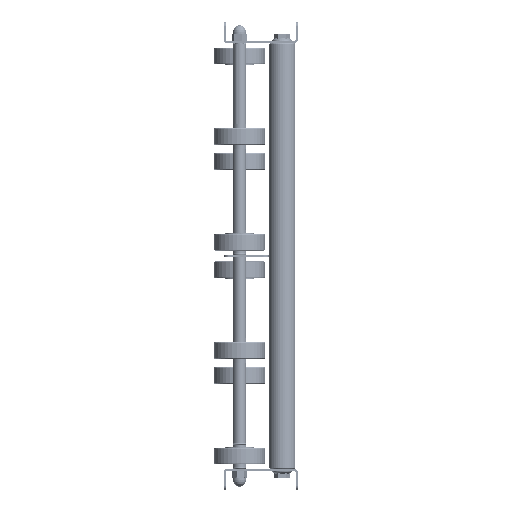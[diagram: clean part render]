
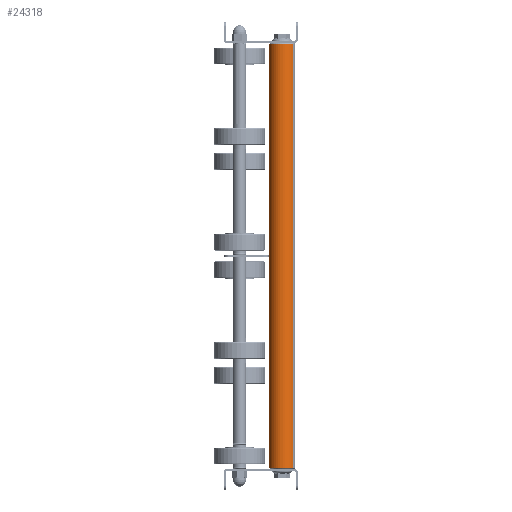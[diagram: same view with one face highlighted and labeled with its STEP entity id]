
A CAD part, left-side view. The second image highlights one B-rep face of the part: STEP entity #24318.
In plain terms, the highlighted cylindrical face has radius 12.5 mm (diameter 25 mm), a partial arc.
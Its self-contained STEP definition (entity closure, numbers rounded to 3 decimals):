
#446 = VERTEX_POINT ( 'NONE', #13007 ) ;
#2644 = VECTOR ( 'NONE', #19710, 1000. ) ;
#2763 = DIRECTION ( 'NONE',  ( 0., 0., -1. ) ) ;
#2774 = EDGE_CURVE ( 'NONE', #13610, #446, #22052, .T. ) ;
#3093 = VERTEX_POINT ( 'NONE', #10192 ) ;
#3844 = CARTESIAN_POINT ( 'NONE',  ( 400., 0., 12.5 ) ) ;
#3868 = AXIS2_PLACEMENT_3D ( 'NONE', #6284, #4073, #13116 ) ;
#4073 = DIRECTION ( 'NONE',  ( -1., 0., 0. ) ) ;
#4338 = DIRECTION ( 'NONE',  ( 0., 0., -1. ) ) ;
#4980 = ORIENTED_EDGE ( 'NONE', *, *, #13032, .T. ) ;
#5060 = CIRCLE ( 'NONE', #15007, 12.5 ) ;
#5425 = DIRECTION ( 'NONE',  ( 1., 0., 0. ) ) ;
#6284 = CARTESIAN_POINT ( 'NONE',  ( 400., 0., 0. ) ) ;
#6375 = ORIENTED_EDGE ( 'NONE', *, *, #2774, .F. ) ;
#6523 = EDGE_LOOP ( 'NONE', ( #6375, #25498, #21315, #4980 ) ) ;
#8508 = CYLINDRICAL_SURFACE ( 'NONE', #3868, 12.5 ) ;
#8788 = CARTESIAN_POINT ( 'NONE',  ( 399., 0., 0. ) ) ;
#10192 = CARTESIAN_POINT ( 'NONE',  ( 399., 0., 12.5 ) ) ;
#11520 = CARTESIAN_POINT ( 'NONE',  ( 1., 0., 0. ) ) ;
#11577 = CARTESIAN_POINT ( 'NONE',  ( 399., 0., -12.5 ) ) ;
#12554 = AXIS2_PLACEMENT_3D ( 'NONE', #8788, #27340, #4338 ) ;
#13007 = CARTESIAN_POINT ( 'NONE',  ( 1., 0., -12.5 ) ) ;
#13032 = EDGE_CURVE ( 'NONE', #29322, #446, #5060, .T. ) ;
#13116 = DIRECTION ( 'NONE',  ( 0., 0., 1. ) ) ;
#13610 = VERTEX_POINT ( 'NONE', #11577 ) ;
#15007 = AXIS2_PLACEMENT_3D ( 'NONE', #11520, #5425, #2763 ) ;
#15260 = CARTESIAN_POINT ( 'NONE',  ( 400., 0., -12.5 ) ) ;
#17124 = FACE_OUTER_BOUND ( 'NONE', #6523, .T. ) ;
#19342 = EDGE_CURVE ( 'NONE', #13610, #3093, #28199, .T. ) ;
#19710 = DIRECTION ( 'NONE',  ( -1., 0., 0. ) ) ;
#20077 = EDGE_CURVE ( 'NONE', #3093, #29322, #28635, .T. ) ;
#20635 = CARTESIAN_POINT ( 'NONE',  ( 1., 0., 12.5 ) ) ;
#21315 = ORIENTED_EDGE ( 'NONE', *, *, #20077, .T. ) ;
#22052 = LINE ( 'NONE', #15260, #28844 ) ;
#24318 = ADVANCED_FACE ( 'NONE', ( #17124 ), #8508, .T. ) ;
#25498 = ORIENTED_EDGE ( 'NONE', *, *, #19342, .T. ) ;
#27340 = DIRECTION ( 'NONE',  ( -1., 0., 0. ) ) ;
#28199 = CIRCLE ( 'NONE', #12554, 12.5 ) ;
#28625 = DIRECTION ( 'NONE',  ( -1., 0., 0. ) ) ;
#28635 = LINE ( 'NONE', #3844, #2644 ) ;
#28844 = VECTOR ( 'NONE', #28625, 1000. ) ;
#29322 = VERTEX_POINT ( 'NONE', #20635 ) ;
